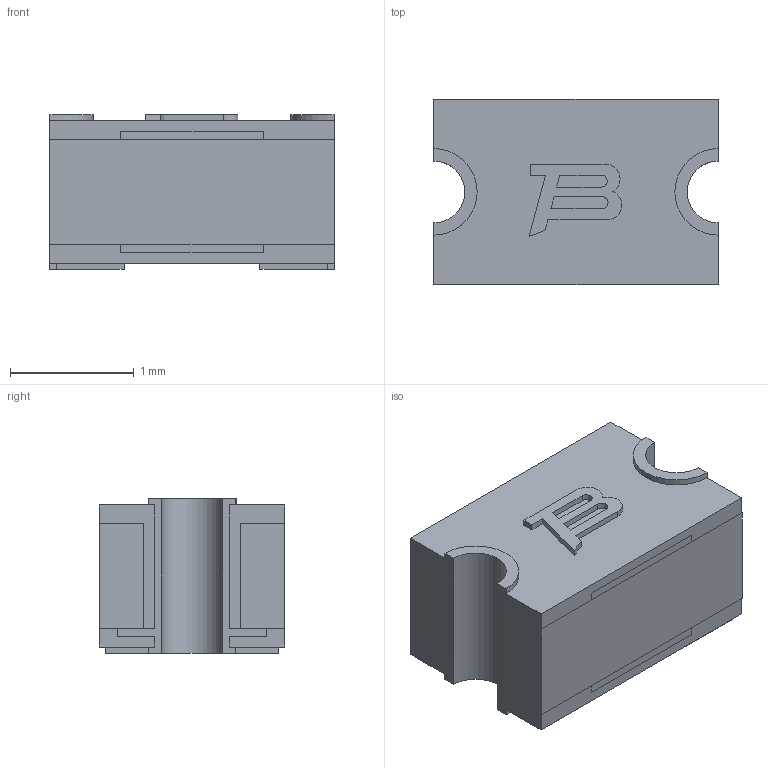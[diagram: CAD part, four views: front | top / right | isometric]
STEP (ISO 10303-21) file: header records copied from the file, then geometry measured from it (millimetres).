
FILE_DESCRIPTION(('STEP AP214'), '1');
FILE_NAME('MF-xSMF', '2019-04-14T15:36:52', ('Nobody'), (''), 'ASCON STEP Converter 1.3', 'ASCON Math Kernel', '');
FILE_SCHEMA(('AUTOMOTIVE_DESIGN { 1 0 10303 214 3 1 1}'));
Length unit declared in the file: millimetre
Bounding box: 2.3 x 1.5 x 1.25 mm (x, y, z)
Volume: 3.8 mm3; surface area: 52.6 mm2
Topology: 6 solids, 6 shells, 145 faces, 407 edges, 276 vertices
Faces by surface type: plane 123, cylinder 22
Entity records: 5866 total; most frequent: CARTESIAN_POINT 819, ORIENTED_EDGE 798, DIRECTION 747, EDGE_CURVE 399, LINE 359, VECTOR 359, VERTEX_POINT 266, AXIS2_PLACEMENT_3D 194
